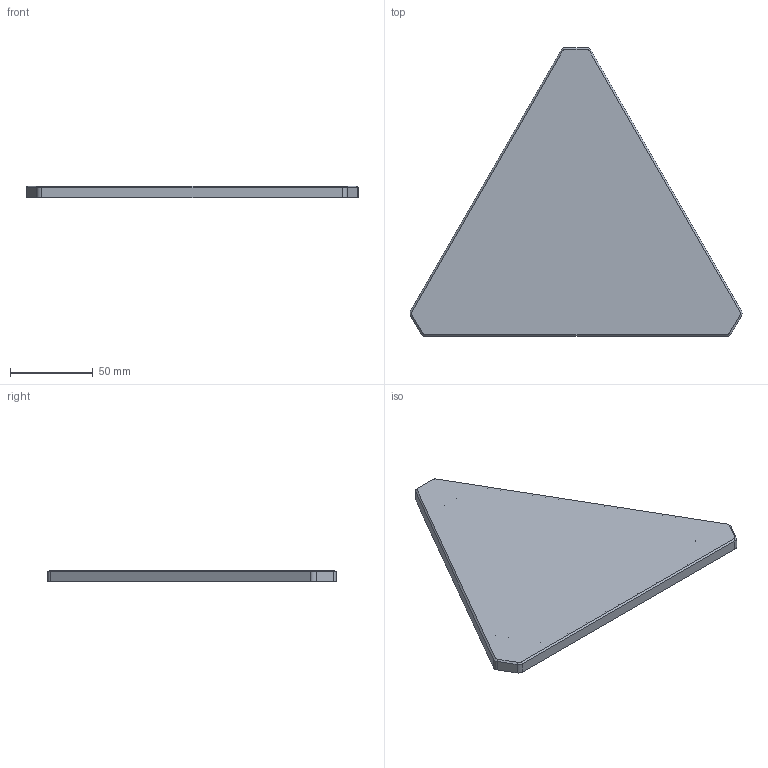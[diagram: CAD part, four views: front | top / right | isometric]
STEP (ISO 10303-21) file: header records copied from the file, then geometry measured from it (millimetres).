
FILE_DESCRIPTION(/* description */ (''),/* implementation_level */ '2;1');
FILE_NAME(/* name */ 'Tile Top.stp',/* time_stamp */ '2018-12-27T18:38:59+00:00',/* author */ ('cdrsk'),/* organization */ (''),/* preprocessor_version */ 'ST-DEVELOPER v16.5',/* originating_system */ 'Autodesk Inventor 2017',/* authorisation */ '');
FILE_SCHEMA (('AUTOMOTIVE_DESIGN { 1 0 10303 214 3 1 1 }'));
Length unit declared in the file: millimetre
Products named in the file (1): Top lead Full
Bounding box: 200.66 x 174.63 x 7.2 mm (x, y, z)
Volume: 19326.5 mm3; surface area: 48206.7 mm2
Topology: 1 solids, 1 shells, 65 faces, 162 edges, 104 vertices
Faces by surface type: plane 47, cylinder 12, cone 6
Entity records: 1940 total; most frequent: CARTESIAN_POINT 332, ORIENTED_EDGE 324, DIRECTION 324, EDGE_CURVE 162, LINE 132, VECTOR 132, VERTEX_POINT 104, AXIS2_PLACEMENT_3D 96
